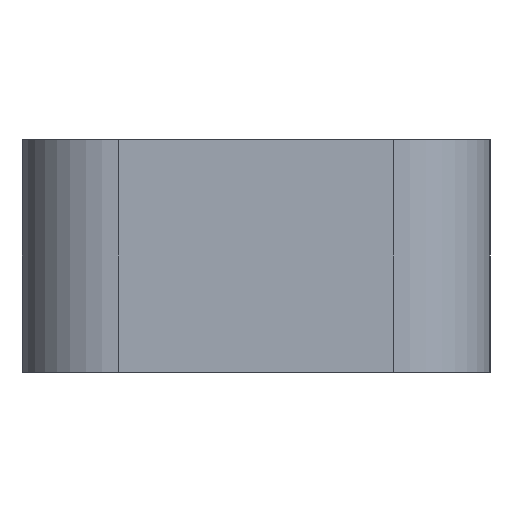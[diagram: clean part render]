
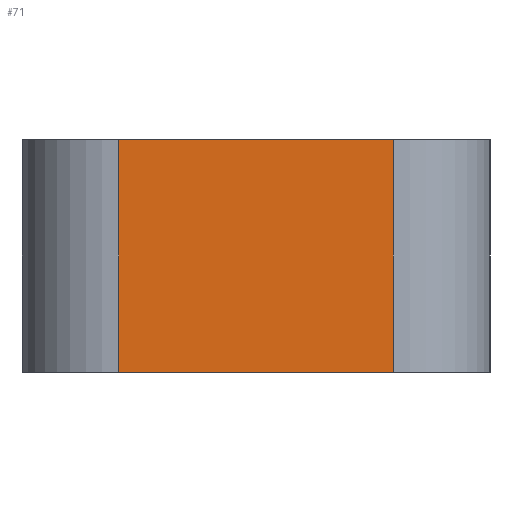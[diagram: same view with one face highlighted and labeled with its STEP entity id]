
A CAD part, left-side view. The second image highlights one B-rep face of the part: STEP entity #71.
In plain terms, the highlighted planar face has unit normal (-1, 0, 0).
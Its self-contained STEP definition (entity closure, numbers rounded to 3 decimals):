
#71=ADVANCED_FACE('',(#137),#138,.T.);
#137=FACE_OUTER_BOUND('',#194,.T.);
#138=PLANE('',#195);
#194=EDGE_LOOP('',(#334,#335,#336,#337));
#195=AXIS2_PLACEMENT_3D('',#338,#339,#340);
#334=ORIENTED_EDGE('',*,*,#378,.T.);
#335=ORIENTED_EDGE('',*,*,#394,.F.);
#336=ORIENTED_EDGE('',*,*,#390,.F.);
#337=ORIENTED_EDGE('',*,*,#361,.T.);
#338=CARTESIAN_POINT('',(-64.1,-7.1,0.0));
#339=DIRECTION('',(-1.0,-0.0,0.0));
#340=DIRECTION('',(0.0,-1.0,-0.0));
#361=EDGE_CURVE('',#429,#427,#430,.T.);
#378=EDGE_CURVE('',#427,#456,#458,.T.);
#390=EDGE_CURVE('',#429,#476,#477,.T.);
#394=EDGE_CURVE('',#476,#456,#481,.T.);
#427=VERTEX_POINT('',#520);
#429=VERTEX_POINT('',#522);
#430=LINE('',#523,#524);
#456=VERTEX_POINT('',#556);
#458=LINE('',#558,#559);
#476=VERTEX_POINT('',#583);
#477=LINE('',#584,#585);
#481=LINE('',#589,#590);
#520=CARTESIAN_POINT('',(-64.1,-7.1,12.0));
#522=CARTESIAN_POINT('',(-64.1,-7.1,0.0));
#523=CARTESIAN_POINT('',(-64.1,-7.1,0.0));
#524=VECTOR('',#623,1.0);
#556=CARTESIAN_POINT('',(-64.1,7.1,12.0));
#558=CARTESIAN_POINT('',(-64.1,-7.1,12.0));
#559=VECTOR('',#654,1.0);
#583=CARTESIAN_POINT('',(-64.1,7.1,0.0));
#584=CARTESIAN_POINT('',(-64.1,-7.1,0.0));
#585=VECTOR('',#670,1.0);
#589=CARTESIAN_POINT('',(-64.1,7.1,0.0));
#590=VECTOR('',#677,1.0);
#623=DIRECTION('',(0.0,0.0,1.0));
#654=DIRECTION('',(0.0,1.0,0.0));
#670=DIRECTION('',(0.0,1.0,0.0));
#677=DIRECTION('',(0.0,0.0,1.0));
